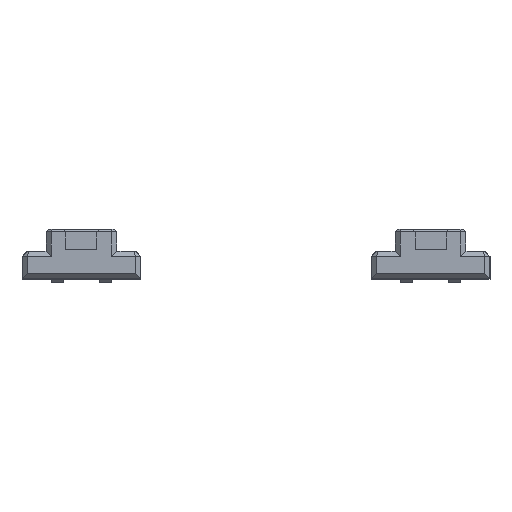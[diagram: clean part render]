
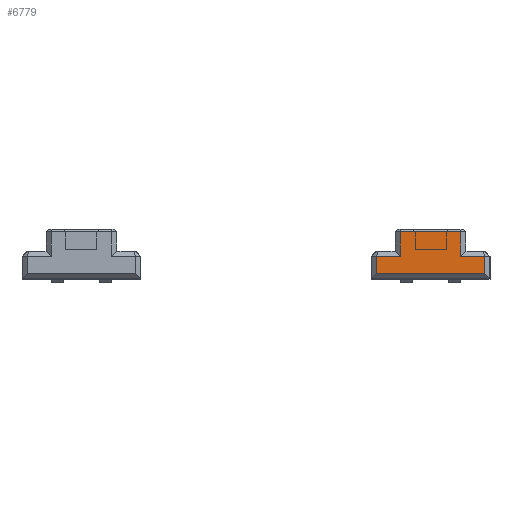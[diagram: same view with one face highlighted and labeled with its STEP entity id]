
A CAD part, front view. The second image highlights one B-rep face of the part: STEP entity #6779.
In plain terms, the highlighted planar face has unit normal (0, -1, 0).
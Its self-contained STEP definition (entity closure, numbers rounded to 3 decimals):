
#283=FACE_OUTER_BOUND('',#690,.T.);
#690=EDGE_LOOP('',(#4685,#4686,#4687,#4688,#4689,#4690,#4691,#4692));
#1155=LINE('',#9673,#2023);
#1159=LINE('',#9681,#2027);
#1161=LINE('',#9685,#2029);
#1165=LINE('',#9691,#2033);
#1167=LINE('',#9694,#2035);
#1207=LINE('',#9852,#2075);
#1209=LINE('',#9856,#2077);
#1210=LINE('',#9857,#2078);
#2023=VECTOR('',#7782,10.);
#2027=VECTOR('',#7788,10.);
#2029=VECTOR('',#7792,10.);
#2033=VECTOR('',#7798,10.);
#2035=VECTOR('',#7802,10.);
#2075=VECTOR('',#7888,10.);
#2077=VECTOR('',#7892,10.);
#2078=VECTOR('',#7893,10.);
#2855=VERTEX_POINT('',#9550);
#2867=VERTEX_POINT('',#9581);
#2877=VERTEX_POINT('',#9664);
#2880=VERTEX_POINT('',#9672);
#2883=VERTEX_POINT('',#9680);
#2884=VERTEX_POINT('',#9684);
#2913=VERTEX_POINT('',#9849);
#2915=VERTEX_POINT('',#9855);
#3516=EDGE_CURVE('',#2855,#2880,#1155,.T.);
#3520=EDGE_CURVE('',#2880,#2883,#1159,.T.);
#3522=EDGE_CURVE('',#2877,#2884,#1161,.T.);
#3526=EDGE_CURVE('',#2884,#2867,#1165,.T.);
#3528=EDGE_CURVE('',#2867,#2855,#1167,.T.);
#3579=EDGE_CURVE('',#2913,#2877,#1207,.T.);
#3581=EDGE_CURVE('',#2915,#2913,#1209,.T.);
#3582=EDGE_CURVE('',#2915,#2883,#1210,.T.);
#4685=ORIENTED_EDGE('',*,*,#3528,.F.);
#4686=ORIENTED_EDGE('',*,*,#3526,.F.);
#4687=ORIENTED_EDGE('',*,*,#3522,.F.);
#4688=ORIENTED_EDGE('',*,*,#3579,.F.);
#4689=ORIENTED_EDGE('',*,*,#3581,.F.);
#4690=ORIENTED_EDGE('',*,*,#3582,.T.);
#4691=ORIENTED_EDGE('',*,*,#3520,.F.);
#4692=ORIENTED_EDGE('',*,*,#3516,.F.);
#6418=PLANE('',#7209);
#6779=ADVANCED_FACE('',(#283),#6418,.F.);
#7209=AXIS2_PLACEMENT_3D('',#9854,#7890,#7891);
#7782=DIRECTION('',(0.,0.,-1.));
#7788=DIRECTION('',(1.,0.,0.));
#7792=DIRECTION('',(1.,0.,0.));
#7798=DIRECTION('',(0.,0.,1.));
#7802=DIRECTION('',(1.,0.,0.));
#7888=DIRECTION('',(0.,0.,1.));
#7890=DIRECTION('center_axis',(0.,1.,0.));
#7891=DIRECTION('ref_axis',(-1.,0.,0.));
#7892=DIRECTION('',(-1.,0.,0.));
#7893=DIRECTION('',(0.,0.,1.));
#9550=CARTESIAN_POINT('',(81.045,-413.68,-293.084));
#9581=CARTESIAN_POINT('',(57.045,-413.68,-293.084));
#9664=CARTESIAN_POINT('',(47.545,-413.68,-302.783));
#9672=CARTESIAN_POINT('',(81.045,-413.68,-302.783));
#9673=CARTESIAN_POINT('',(81.045,-413.68,-299.309));
#9680=CARTESIAN_POINT('',(90.545,-413.68,-302.783));
#9681=CARTESIAN_POINT('',(78.42,-413.68,-302.783));
#9684=CARTESIAN_POINT('',(57.045,-413.68,-302.783));
#9685=CARTESIAN_POINT('',(59.67,-413.68,-302.783));
#9691=CARTESIAN_POINT('',(57.045,-413.68,-293.361));
#9694=CARTESIAN_POINT('',(80.795,-413.68,-293.084));
#9849=CARTESIAN_POINT('',(47.545,-413.68,-309.733));
#9852=CARTESIAN_POINT('',(47.545,-413.68,-307.783));
#9854=CARTESIAN_POINT('Origin',(69.045,-413.68,-298.835));
#9855=CARTESIAN_POINT('',(90.545,-413.68,-309.733));
#9856=CARTESIAN_POINT('',(51.034,-413.68,-309.733));
#9857=CARTESIAN_POINT('',(90.545,-413.68,-309.033));
